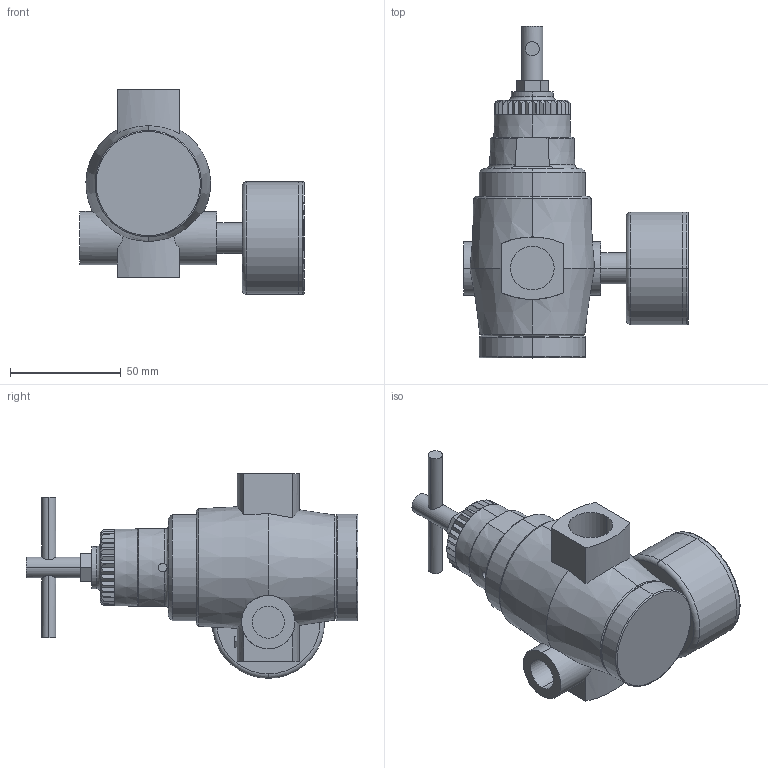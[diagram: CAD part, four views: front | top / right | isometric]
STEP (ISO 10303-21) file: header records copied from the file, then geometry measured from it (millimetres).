
FILE_DESCRIPTION (( 'STEP AP214' ), '1' );
FILE_NAME ('Norgren-R43-406-NGLA.step', '2019-03-03T23:54:35', ( '' ), ( '' ), 'SwSTEP 2.0', 'SolidWorks 2019', '' );
FILE_SCHEMA (( 'AUTOMOTIVE_DESIGN' ));
Length unit declared in the file: inch
Products named in the file (7): Norgren-R43-406-NGLA_R43_CAP BOTTOM; Norgren-R43-406-NGLA; Norgren-R43-406-NGLA_R43_BODY_1_2 PTF; Norgren-R43-406-NGLA_R43_BONNET; Norgren-R43-406-NGLA_R43_HANDLE; Norgren-R43-406-NGLA_R43_GAUGE_; Norgren-R43-406-NGLA_R43_NUT_025
Assembly tree (6 placements, depth 2):
  Norgren-R43-406-NGLA
    Norgren-R43-406-NGLA_R43_BODY_1_2 PTF
    Norgren-R43-406-NGLA_R43_CAP BOTTOM
    Norgren-R43-406-NGLA_R43_NUT_025
    Norgren-R43-406-NGLA_R43_GAUGE_
    Norgren-R43-406-NGLA_R43_BONNET
    Norgren-R43-406-NGLA_R43_HANDLE
Bounding box: 101.48 x 149.92 x 92.46 mm (x, y, z)
Volume: 239572.1 mm3; surface area: 65538.7 mm2
Topology: 7 solids, 7 shells, 319 faces, 817 edges, 540 vertices
Faces by surface type: plane 168, cylinder 83, cone 54, torus 14
Entity records: 12050 total; most frequent: CARTESIAN_POINT 2649, ORIENTED_EDGE 1634, DIRECTION 1547, EDGE_CURVE 817, AXIS2_PLACEMENT_3D 578, VERTEX_POINT 540, VECTOR 391, LINE 391
